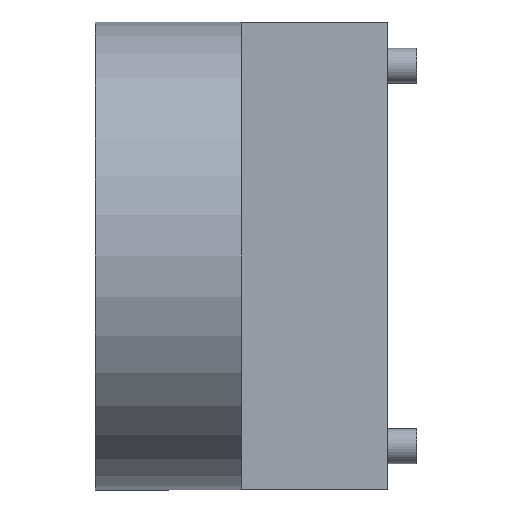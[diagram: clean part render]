
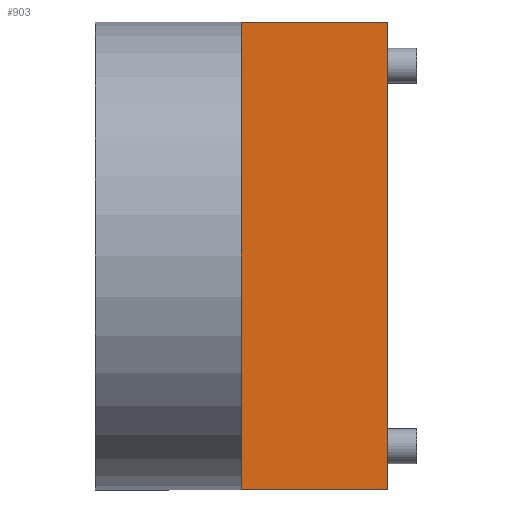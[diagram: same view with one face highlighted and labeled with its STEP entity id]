
A CAD part, left-side view. The second image highlights one B-rep face of the part: STEP entity #903.
In plain terms, the highlighted planar face has unit normal (-1, 0, 0).
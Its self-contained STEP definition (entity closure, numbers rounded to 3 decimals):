
#19 = LINE ( 'NONE', #735, #834 ) ;
#25 = CARTESIAN_POINT ( 'NONE',  ( -4., 2.5, 0. ) ) ;
#38 = LINE ( 'NONE', #182, #650 ) ;
#137 = VECTOR ( 'NONE', #552, 1000. ) ;
#178 = PLANE ( 'NONE',  #236 ) ;
#182 = CARTESIAN_POINT ( 'NONE',  ( -4., 2.5, 0. ) ) ;
#188 = CARTESIAN_POINT ( 'NONE',  ( -4., 2., 0. ) ) ;
#190 = CARTESIAN_POINT ( 'NONE',  ( -4., 0., 0. ) ) ;
#205 = LINE ( 'NONE', #322, #137 ) ;
#223 = ORIENTED_EDGE ( 'NONE', *, *, #525, .F. ) ;
#234 = CARTESIAN_POINT ( 'NONE',  ( -4., 2.5, -4. ) ) ;
#236 = AXIS2_PLACEMENT_3D ( 'NONE', #188, #859, #707 ) ;
#260 = DIRECTION ( 'NONE',  ( 0., 0., 1. ) ) ;
#308 = CARTESIAN_POINT ( 'NONE',  ( -4., 2., 4. ) ) ;
#322 = CARTESIAN_POINT ( 'NONE',  ( -4., 2., -4. ) ) ;
#394 = VERTEX_POINT ( 'NONE', #25 ) ;
#424 = CARTESIAN_POINT ( 'NONE',  ( -4., 2.5, 4. ) ) ;
#432 = EDGE_CURVE ( 'NONE', #778, #558, #639, .T. ) ;
#439 = VERTEX_POINT ( 'NONE', #424 ) ;
#483 = VECTOR ( 'NONE', #748, 1000. ) ;
#496 = DIRECTION ( 'NONE',  ( 0., 0., 1. ) ) ;
#511 = ORIENTED_EDGE ( 'NONE', *, *, #871, .T. ) ;
#525 = EDGE_CURVE ( 'NONE', #657, #394, #19, .T. ) ;
#552 = DIRECTION ( 'NONE',  ( 0., -1., 0. ) ) ;
#558 = VERTEX_POINT ( 'NONE', #876 ) ;
#639 = LINE ( 'NONE', #190, #881 ) ;
#648 = EDGE_CURVE ( 'NONE', #439, #558, #752, .T. ) ;
#650 = VECTOR ( 'NONE', #260, 1000. ) ;
#651 = ORIENTED_EDGE ( 'NONE', *, *, #917, .F. ) ;
#657 = VERTEX_POINT ( 'NONE', #234 ) ;
#707 = DIRECTION ( 'NONE',  ( 0., 0., -1. ) ) ;
#735 = CARTESIAN_POINT ( 'NONE',  ( -4., 2.5, 0. ) ) ;
#737 = DIRECTION ( 'NONE',  ( 0., 0., 1. ) ) ;
#748 = DIRECTION ( 'NONE',  ( 0., -1., 0. ) ) ;
#752 = LINE ( 'NONE', #308, #483 ) ;
#778 = VERTEX_POINT ( 'NONE', #843 ) ;
#834 = VECTOR ( 'NONE', #737, 1000. ) ;
#842 = ORIENTED_EDGE ( 'NONE', *, *, #432, .T. ) ;
#843 = CARTESIAN_POINT ( 'NONE',  ( -4., 0., -4. ) ) ;
#853 = ORIENTED_EDGE ( 'NONE', *, *, #648, .F. ) ;
#859 = DIRECTION ( 'NONE',  ( 1., 0., 0. ) ) ;
#871 = EDGE_CURVE ( 'NONE', #657, #778, #205, .T. ) ;
#876 = CARTESIAN_POINT ( 'NONE',  ( -4., 0., 4. ) ) ;
#881 = VECTOR ( 'NONE', #496, 1000. ) ;
#884 = EDGE_LOOP ( 'NONE', ( #842, #853, #651, #223, #511 ) ) ;
#903 = ADVANCED_FACE ( 'NONE', ( #967 ), #178, .F. ) ;
#917 = EDGE_CURVE ( 'NONE', #394, #439, #38, .T. ) ;
#967 = FACE_OUTER_BOUND ( 'NONE', #884, .T. ) ;
